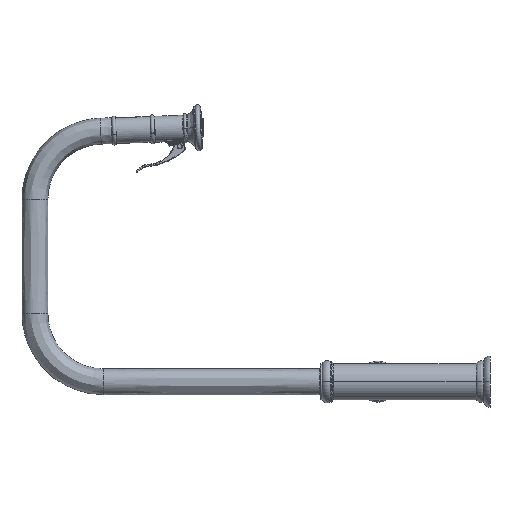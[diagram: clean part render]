
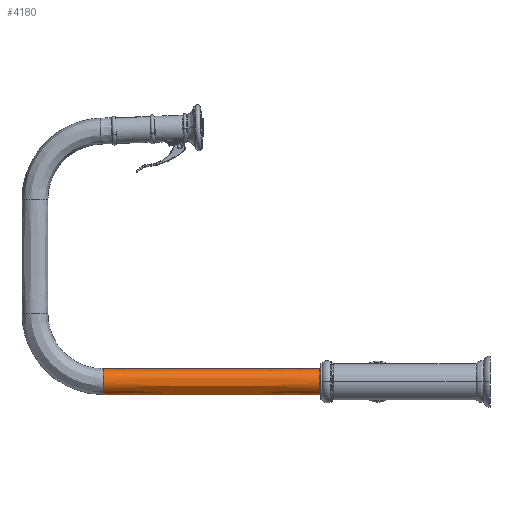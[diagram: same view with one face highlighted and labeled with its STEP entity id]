
A CAD part, left-side view. The second image highlights one B-rep face of the part: STEP entity #4180.
In plain terms, the highlighted free-form (B-spline) face has degree [3, 3] with [10, 4] control points.
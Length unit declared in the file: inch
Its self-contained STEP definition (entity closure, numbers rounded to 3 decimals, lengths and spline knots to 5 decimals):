
#3385=CARTESIAN_POINT('',(0.,16.4201,-0.57));
#3386=CARTESIAN_POINT('',(-0.11927,16.4201,-0.57));
#3387=CARTESIAN_POINT('',(-0.35782,16.4201,-0.49249));
#3388=CARTESIAN_POINT('',(-0.57896,16.4201,-0.18812));
#3389=CARTESIAN_POINT('',(-0.57896,16.4201,0.18812));
#3390=CARTESIAN_POINT('',(-0.35782,16.4201,0.49249));
#3391=CARTESIAN_POINT('',(-0.11927,16.4201,0.57));
#3392=CARTESIAN_POINT('',(0.,16.4201,0.57));
#3439=DIRECTION('',(0.,1.,0.));
#3440=VECTOR('',#3439,9.5451);
#3441=CARTESIAN_POINT('',(0.,6.875,-0.57));
#3442=LINE('',#3441,#3440);
#3443=CARTESIAN_POINT('',(0.,6.875,0.57));
#3450=CARTESIAN_POINT('',(0.,6.875,-0.57));
#3452=CARTESIAN_POINT('',(0.,6.875,-0.57));
#3453=CARTESIAN_POINT('',(-0.11927,6.875,-0.57));
#3454=CARTESIAN_POINT('',(-0.35782,6.875,-0.49249));
#3455=CARTESIAN_POINT('',(-0.57896,6.875,-0.18812));
#3456=CARTESIAN_POINT('',(-0.57896,6.875,0.18812));
#3457=CARTESIAN_POINT('',(-0.35782,6.875,0.49249));
#3458=CARTESIAN_POINT('',(-0.11927,6.875,0.57));
#3459=CARTESIAN_POINT('',(0.,6.875,0.57));
#3461=DIRECTION('',(0.,1.,0.));
#3462=VECTOR('',#3461,9.5451);
#3463=CARTESIAN_POINT('',(0.,6.875,0.57));
#3464=LINE('',#3463,#3462);
#3465=CARTESIAN_POINT('',(0.,16.4201,0.57));
#3472=CARTESIAN_POINT('',(0.,16.4201,-0.57));
#3546=VERTEX_POINT('',#3443);
#3547=VERTEX_POINT('',#3450);
#3548=VERTEX_POINT('',#3465);
#3549=VERTEX_POINT('',#3472);
#4130=CARTESIAN_POINT('',(0.02003,6.6841,-0.56964));
#4131=CARTESIAN_POINT('',(0.02003,9.99307,
-0.56964));
#4132=CARTESIAN_POINT('',(0.02003,13.30203,-0.56964));
#4133=CARTESIAN_POINT('',(0.02003,16.611,-0.56964));
#4134=CARTESIAN_POINT('',(0.01335,6.6841,-0.56988));
#4135=CARTESIAN_POINT('',(0.01335,9.99307,
-0.56988));
#4136=CARTESIAN_POINT('',(0.01335,13.30203,-0.56988));
#4137=CARTESIAN_POINT('',(0.01335,16.611,-0.56988));
#4138=CARTESIAN_POINT('',(-0.1126,6.6841,-0.57217));
#4139=CARTESIAN_POINT('',(-0.1126,9.99307,
-0.57217));
#4140=CARTESIAN_POINT('',(-0.1126,13.30203,-0.57217));
#4141=CARTESIAN_POINT('',(-0.1126,16.611,-0.57217));
#4142=CARTESIAN_POINT('',(-0.35782,6.6841,-0.49249));
#4143=CARTESIAN_POINT('',(-0.35782,9.99307,
-0.49249));
#4144=CARTESIAN_POINT('',(-0.35782,13.30203,-0.49249));
#4145=CARTESIAN_POINT('',(-0.35782,16.611,-0.49249));
#4146=CARTESIAN_POINT('',(-0.57896,6.6841,-0.18812));
#4147=CARTESIAN_POINT('',(-0.57896,9.99307,
-0.18812));
#4148=CARTESIAN_POINT('',(-0.57896,13.30203,-0.18812));
#4149=CARTESIAN_POINT('',(-0.57896,16.611,-0.18812));
#4150=CARTESIAN_POINT('',(-0.57896,6.6841,0.18812));
#4151=CARTESIAN_POINT('',(-0.57896,9.99307,
0.18812));
#4152=CARTESIAN_POINT('',(-0.57896,13.30203,0.18812));
#4153=CARTESIAN_POINT('',(-0.57896,16.611,0.18812));
#4154=CARTESIAN_POINT('',(-0.35782,6.6841,0.49249));
#4155=CARTESIAN_POINT('',(-0.35782,9.99307,
0.49249));
#4156=CARTESIAN_POINT('',(-0.35782,13.30203,0.49249));
#4157=CARTESIAN_POINT('',(-0.35782,16.611,0.49249));
#4158=CARTESIAN_POINT('',(-0.1126,6.6841,0.57217));
#4159=CARTESIAN_POINT('',(-0.1126,9.99307,
0.57217));
#4160=CARTESIAN_POINT('',(-0.1126,13.30203,0.57217));
#4161=CARTESIAN_POINT('',(-0.1126,16.611,0.57217));
#4162=CARTESIAN_POINT('',(0.01335,6.6841,0.56988));
#4163=CARTESIAN_POINT('',(0.01335,9.99307,
0.56988));
#4164=CARTESIAN_POINT('',(0.01335,13.30203,0.56988));
#4165=CARTESIAN_POINT('',(0.01335,16.611,0.56988));
#4166=CARTESIAN_POINT('',(0.02003,6.6841,0.56964));
#4167=CARTESIAN_POINT('',(0.02003,9.99307,
0.56964));
#4168=CARTESIAN_POINT('',(0.02003,13.30203,0.56964));
#4169=CARTESIAN_POINT('',(0.02003,16.611,0.56964));
#4170=B_SPLINE_SURFACE_WITH_KNOTS('',3,3,((#4130,#4131,#4132,#4133),(#4134,
#4135,#4136,#4137),(#4138,#4139,#4140,#4141),(#4142,#4143,#4144,#4145),(#4146,
#4147,#4148,#4149),(#4150,#4151,#4152,#4153),(#4154,#4155,#4156,#4157),(#4158,
#4159,#4160,#4161),(#4162,#4163,#4164,#4165),(#4166,#4167,#4168,#4169)),
.UNSPECIFIED.,.F.,.F.,.F.,(4,1,1,1,1,1,1,4),(4,4),(0.4944,0.5,
0.6,0.7,0.8,0.9,1.,1.0056),(-0.02,1.02),.UNSPECIFIED.);
#4172=ORIENTED_EDGE('',*,*,#4171,.F.);
#4174=ORIENTED_EDGE('',*,*,#4173,.T.);
#4175=ORIENTED_EDGE('',*,*,#4120,.T.);
#4177=ORIENTED_EDGE('',*,*,#4176,.F.);
#4178=EDGE_LOOP('',(#4172,#4174,#4175,#4177));
#4179=FACE_OUTER_BOUND('',#4178,.F.);
#4180=ADVANCED_FACE('',(#4179),#4170,.T.);
#3393=B_SPLINE_CURVE_WITH_KNOTS('',3,(#3385,#3386,#3387,#3388,#3389,#3390,#3391,
#3392),.UNSPECIFIED.,.F.,.F.,(4,1,1,1,1,4),(0.,0.2,0.4,0.6,0.8,1.),
.UNSPECIFIED.);
#3460=B_SPLINE_CURVE_WITH_KNOTS('',3,(#3452,#3453,#3454,#3455,#3456,#3457,#3458,
#3459),.UNSPECIFIED.,.F.,.F.,(4,1,1,1,1,4),(0.,0.2,0.4,0.6,0.8,1.),
.UNSPECIFIED.);
#4120=EDGE_CURVE('',#3549,#3548,#3393,.T.);
#4171=EDGE_CURVE('',#3547,#3546,#3460,.T.);
#4173=EDGE_CURVE('',#3547,#3549,#3442,.T.);
#4176=EDGE_CURVE('',#3546,#3548,#3464,.T.);
